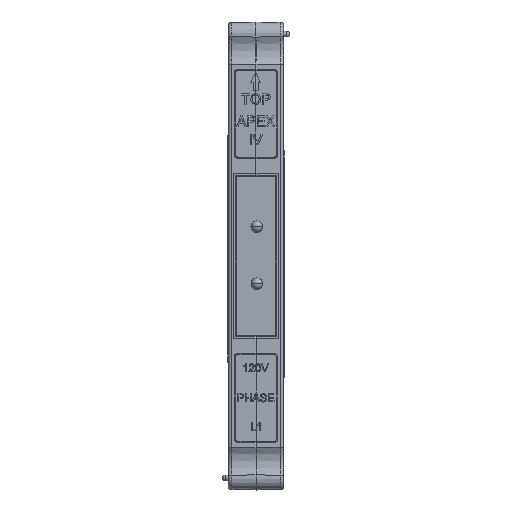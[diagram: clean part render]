
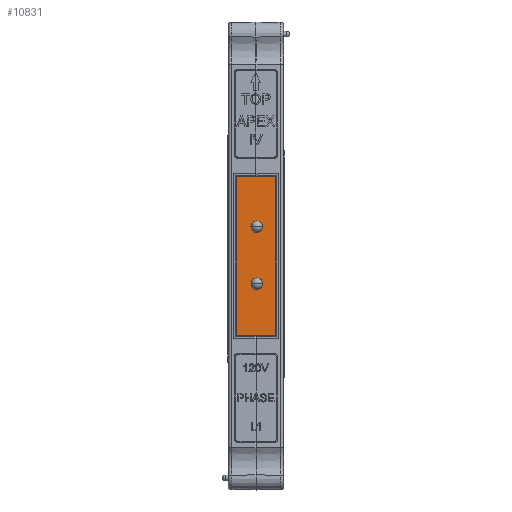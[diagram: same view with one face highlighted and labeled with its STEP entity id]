
A CAD part, top view. The second image highlights one B-rep face of the part: STEP entity #10831.
In plain terms, the highlighted planar face has unit normal (0, 0, 1).
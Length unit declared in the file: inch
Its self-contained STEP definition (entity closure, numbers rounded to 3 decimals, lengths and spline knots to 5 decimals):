
#311 = CARTESIAN_POINT ( 'NONE',  ( -0.89475, -1.35778, 0.04 ) ) ;
#1422 = CARTESIAN_POINT ( 'NONE',  ( -1.68475, -1.35778, 0.04 ) ) ;
#2167 = DIRECTION ( 'NONE',  ( 1., 0., 0. ) ) ;
#2498 = VERTEX_POINT ( 'NONE', #15973 ) ;
#3701 = ORIENTED_EDGE ( 'NONE', *, *, #33192, .T. ) ;
#5313 = EDGE_CURVE ( 'NONE', #17469, #48932, #49925, .T. ) ;
#5892 = CIRCLE ( 'NONE', #24923, 0.1 ) ;
#6810 = CARTESIAN_POINT ( 'NONE',  ( -1.18975, 0.6032, 0.04 ) ) ;
#6824 = CARTESIAN_POINT ( 'NONE',  ( -1.28975, -0.3968, 0.04 ) ) ;
#7440 = ORIENTED_EDGE ( 'NONE', *, *, #22811, .T. ) ;
#7480 = VECTOR ( 'NONE', #47667, 39.37008 ) ;
#8540 = EDGE_LOOP ( 'NONE', ( #19621, #13338 ) ) ;
#9266 = EDGE_LOOP ( 'NONE', ( #3701, #45993, #41575, #47060 ) ) ;
#9604 = AXIS2_PLACEMENT_3D ( 'NONE', #1422, #29019, #48719 ) ;
#10831 = ADVANCED_FACE ( 'NONE', ( #37087, #15516, #26029 ), #21131, .F. ) ;
#11646 = CARTESIAN_POINT ( 'NONE',  ( -1.18975, -0.3968, 0.04 ) ) ;
#13018 = CARTESIAN_POINT ( 'NONE',  ( -1.68475, -1.35778, 0.04 ) ) ;
#13099 = LINE ( 'NONE', #20080, #7480 ) ;
#13338 = ORIENTED_EDGE ( 'NONE', *, *, #15547, .F. ) ;
#15454 = DIRECTION ( 'NONE',  ( -1., 0., 0. ) ) ;
#15516 = FACE_BOUND ( 'NONE', #8540, .T. ) ;
#15547 = EDGE_CURVE ( 'NONE', #2498, #29130, #27428, .T. ) ;
#15973 = CARTESIAN_POINT ( 'NONE',  ( -1.38975, 0.6032, 0.04 ) ) ;
#16345 = CARTESIAN_POINT ( 'NONE',  ( -1.38975, -0.3968, 0.04 ) ) ;
#17146 = EDGE_CURVE ( 'NONE', #41356, #19397, #28916, .T. ) ;
#17469 = VERTEX_POINT ( 'NONE', #30259 ) ;
#17806 = EDGE_CURVE ( 'NONE', #40943, #48932, #13099, .T. ) ;
#19397 = VERTEX_POINT ( 'NONE', #11646 ) ;
#19399 = AXIS2_PLACEMENT_3D ( 'NONE', #47398, #19611, #35950 ) ;
#19447 = EDGE_CURVE ( 'NONE', #17469, #25651, #25482, .T. ) ;
#19528 = CARTESIAN_POINT ( 'NONE',  ( -1.28975, 0.6032, 0.04 ) ) ;
#19611 = DIRECTION ( 'NONE',  ( 0., 0., -1. ) ) ;
#19621 = ORIENTED_EDGE ( 'NONE', *, *, #30327, .F. ) ;
#20080 = CARTESIAN_POINT ( 'NONE',  ( -1.68475, 1.53222, 0.04 ) ) ;
#21131 = PLANE ( 'NONE',  #9604 ) ;
#22811 = EDGE_CURVE ( 'NONE', #19397, #41356, #5892, .T. ) ;
#23532 = DIRECTION ( 'NONE',  ( 0., 0., 1. ) ) ;
#24262 = VECTOR ( 'NONE', #15454, 39.37008 ) ;
#24337 = CARTESIAN_POINT ( 'NONE',  ( -1.68475, 1.53222, 0.04 ) ) ;
#24923 = AXIS2_PLACEMENT_3D ( 'NONE', #6824, #34521, #38476 ) ;
#25482 = LINE ( 'NONE', #47404, #24262 ) ;
#25651 = VERTEX_POINT ( 'NONE', #13018 ) ;
#26029 = FACE_BOUND ( 'NONE', #39147, .T. ) ;
#26945 = AXIS2_PLACEMENT_3D ( 'NONE', #19528, #23532, #51130 ) ;
#27428 = CIRCLE ( 'NONE', #26945, 0.1 ) ;
#27679 = CIRCLE ( 'NONE', #48853, 0.1 ) ;
#28916 = CIRCLE ( 'NONE', #19399, 0.1 ) ;
#29019 = DIRECTION ( 'NONE',  ( 0., 0., -1. ) ) ;
#29130 = VERTEX_POINT ( 'NONE', #6810 ) ;
#29648 = ORIENTED_EDGE ( 'NONE', *, *, #17146, .T. ) ;
#29763 = CARTESIAN_POINT ( 'NONE',  ( -1.28975, 0.6032, 0.04 ) ) ;
#30259 = CARTESIAN_POINT ( 'NONE',  ( -0.89475, -1.35778, 0.04 ) ) ;
#30327 = EDGE_CURVE ( 'NONE', #29130, #2498, #27679, .T. ) ;
#33192 = EDGE_CURVE ( 'NONE', #40943, #25651, #49097, .T. ) ;
#33389 = DIRECTION ( 'NONE',  ( 0., 0., 1. ) ) ;
#33833 = VECTOR ( 'NONE', #35835, 39.37008 ) ;
#34521 = DIRECTION ( 'NONE',  ( 0., 0., -1. ) ) ;
#35835 = DIRECTION ( 'NONE',  ( 0., 1., 0. ) ) ;
#35950 = DIRECTION ( 'NONE',  ( -1., 0., 0. ) ) ;
#36334 = DIRECTION ( 'NONE',  ( 0., -1., 0. ) ) ;
#37087 = FACE_OUTER_BOUND ( 'NONE', #9266, .T. ) ;
#37310 = VECTOR ( 'NONE', #36334, 39.37008 ) ;
#37398 = CARTESIAN_POINT ( 'NONE',  ( -1.68475, 1.53222, 0.04 ) ) ;
#38476 = DIRECTION ( 'NONE',  ( -1., 0., 0. ) ) ;
#39147 = EDGE_LOOP ( 'NONE', ( #7440, #29648 ) ) ;
#40943 = VERTEX_POINT ( 'NONE', #37398 ) ;
#41356 = VERTEX_POINT ( 'NONE', #16345 ) ;
#41575 = ORIENTED_EDGE ( 'NONE', *, *, #5313, .T. ) ;
#42138 = CARTESIAN_POINT ( 'NONE',  ( -0.89475, 1.53222, 0.04 ) ) ;
#45993 = ORIENTED_EDGE ( 'NONE', *, *, #19447, .F. ) ;
#47060 = ORIENTED_EDGE ( 'NONE', *, *, #17806, .F. ) ;
#47398 = CARTESIAN_POINT ( 'NONE',  ( -1.28975, -0.3968, 0.04 ) ) ;
#47404 = CARTESIAN_POINT ( 'NONE',  ( -0.89475, -1.35778, 0.04 ) ) ;
#47667 = DIRECTION ( 'NONE',  ( 1., 0., 0. ) ) ;
#48719 = DIRECTION ( 'NONE',  ( -1., 0., 0. ) ) ;
#48853 = AXIS2_PLACEMENT_3D ( 'NONE', #29763, #33389, #2167 ) ;
#48932 = VERTEX_POINT ( 'NONE', #42138 ) ;
#49097 = LINE ( 'NONE', #24337, #37310 ) ;
#49925 = LINE ( 'NONE', #311, #33833 ) ;
#51130 = DIRECTION ( 'NONE',  ( 1., 0., 0. ) ) ;
